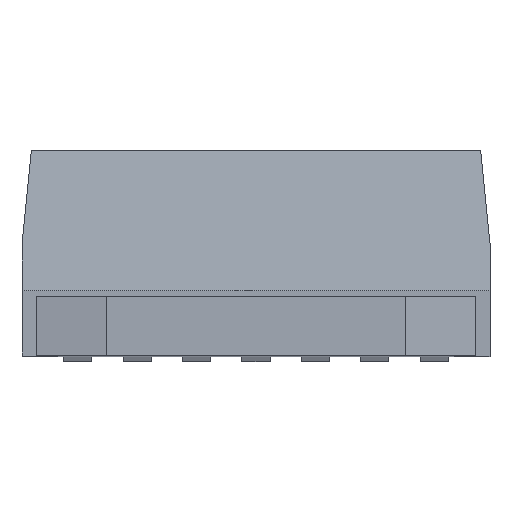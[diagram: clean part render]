
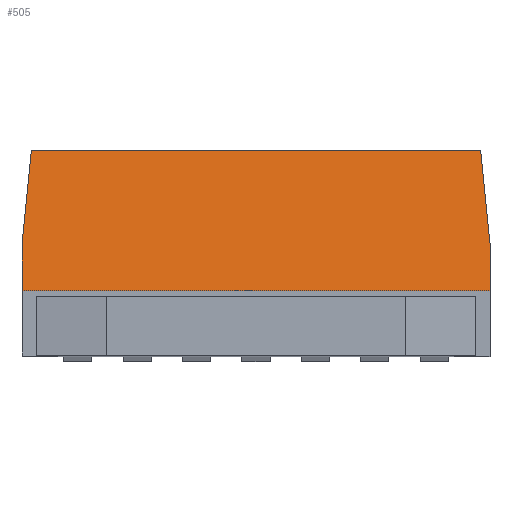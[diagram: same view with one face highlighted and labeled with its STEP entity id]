
A CAD part, top view. The second image highlights one B-rep face of the part: STEP entity #505.
In plain terms, the highlighted planar face has unit normal (0, 0.164, 0.986).
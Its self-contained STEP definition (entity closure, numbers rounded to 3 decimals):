
#165 = FACE_OUTER_BOUND ( 'NONE', #4884, .T. ) ;
#194 = CARTESIAN_POINT ( 'NONE',  ( 5., 1.4, 4.525 ) ) ;
#235 = EDGE_CURVE ( 'NONE', #6352, #1414, #4811, .T. ) ;
#379 = PLANE ( 'NONE',  #5488 ) ;
#428 = DIRECTION ( 'NONE',  ( 0., -0.164, -0.986 ) ) ;
#505 = ADVANCED_FACE ( 'NONE', ( #165 ), #379, .F. ) ;
#652 = ORIENTED_EDGE ( 'NONE', *, *, #6455, .F. ) ;
#728 = ORIENTED_EDGE ( 'NONE', *, *, #235, .T. ) ;
#753 = DIRECTION ( 'NONE',  ( 0.098, 0.982, -0.164 ) ) ;
#1095 = VERTEX_POINT ( 'NONE', #2847 ) ;
#1148 = VERTEX_POINT ( 'NONE', #4624 ) ;
#1149 = LINE ( 'NONE', #2879, #3331 ) ;
#1303 = CARTESIAN_POINT ( 'NONE',  ( 4.8, 4.4, 4.025 ) ) ;
#1414 = VERTEX_POINT ( 'NONE', #1303 ) ;
#1498 = VECTOR ( 'NONE', #5631, 1000. ) ;
#1584 = LINE ( 'NONE', #6653, #1498 ) ;
#1623 = ORIENTED_EDGE ( 'NONE', *, *, #2846, .T. ) ;
#1786 = CARTESIAN_POINT ( 'NONE',  ( 5., 2.4, 4.358 ) ) ;
#1821 = EDGE_CURVE ( 'NONE', #2137, #1148, #4040, .T. ) ;
#1832 = CARTESIAN_POINT ( 'NONE',  ( -4.706, 5.344, 3.868 ) ) ;
#1851 = DIRECTION ( 'NONE',  ( -1., 0., 0. ) ) ;
#2123 = DIRECTION ( 'NONE',  ( 0., 0.986, -0.164 ) ) ;
#2136 = CARTESIAN_POINT ( 'NONE',  ( -5., 2.4, 4.358 ) ) ;
#2137 = VERTEX_POINT ( 'NONE', #2136 ) ;
#2330 = CARTESIAN_POINT ( 'NONE',  ( 4.802, 4.381, 4.028 ) ) ;
#2846 = EDGE_CURVE ( 'NONE', #2137, #5462, #1584, .T. ) ;
#2847 = CARTESIAN_POINT ( 'NONE',  ( 5., 1.4, 4.525 ) ) ;
#2879 = CARTESIAN_POINT ( 'NONE',  ( 5., 4.4, 4.025 ) ) ;
#3038 = DIRECTION ( 'NONE',  ( 0., -0.986, 0.164 ) ) ;
#3237 = ORIENTED_EDGE ( 'NONE', *, *, #4468, .T. ) ;
#3331 = VECTOR ( 'NONE', #5646, 1000. ) ;
#3486 = CARTESIAN_POINT ( 'NONE',  ( -5., 1.4, 4.525 ) ) ;
#3517 = EDGE_CURVE ( 'NONE', #6352, #1095, #6398, .T. ) ;
#3579 = ORIENTED_EDGE ( 'NONE', *, *, #1821, .F. ) ;
#4040 = LINE ( 'NONE', #1832, #5241 ) ;
#4045 = VECTOR ( 'NONE', #4557, 1000. ) ;
#4311 = VECTOR ( 'NONE', #3038, 1000. ) ;
#4468 = EDGE_CURVE ( 'NONE', #1414, #1148, #1149, .T. ) ;
#4557 = DIRECTION ( 'NONE',  ( -0.098, 0.982, -0.164 ) ) ;
#4624 = CARTESIAN_POINT ( 'NONE',  ( -4.8, 4.4, 4.025 ) ) ;
#4811 = LINE ( 'NONE', #2330, #4045 ) ;
#4884 = EDGE_LOOP ( 'NONE', ( #3579, #1623, #652, #6423, #728, #3237 ) ) ;
#5241 = VECTOR ( 'NONE', #753, 1000. ) ;
#5372 = CARTESIAN_POINT ( 'NONE',  ( 5., 4.4, 4.025 ) ) ;
#5462 = VERTEX_POINT ( 'NONE', #3486 ) ;
#5470 = LINE ( 'NONE', #194, #6569 ) ;
#5488 = AXIS2_PLACEMENT_3D ( 'NONE', #5372, #428, #2123 ) ;
#5631 = DIRECTION ( 'NONE',  ( 0., -0.986, 0.164 ) ) ;
#5646 = DIRECTION ( 'NONE',  ( -1., 0., 0. ) ) ;
#6270 = CARTESIAN_POINT ( 'NONE',  ( 5., 4.4, 4.025 ) ) ;
#6352 = VERTEX_POINT ( 'NONE', #1786 ) ;
#6398 = LINE ( 'NONE', #6270, #4311 ) ;
#6423 = ORIENTED_EDGE ( 'NONE', *, *, #3517, .F. ) ;
#6455 = EDGE_CURVE ( 'NONE', #1095, #5462, #5470, .T. ) ;
#6569 = VECTOR ( 'NONE', #1851, 1000. ) ;
#6653 = CARTESIAN_POINT ( 'NONE',  ( -5., 4.4, 4.025 ) ) ;
